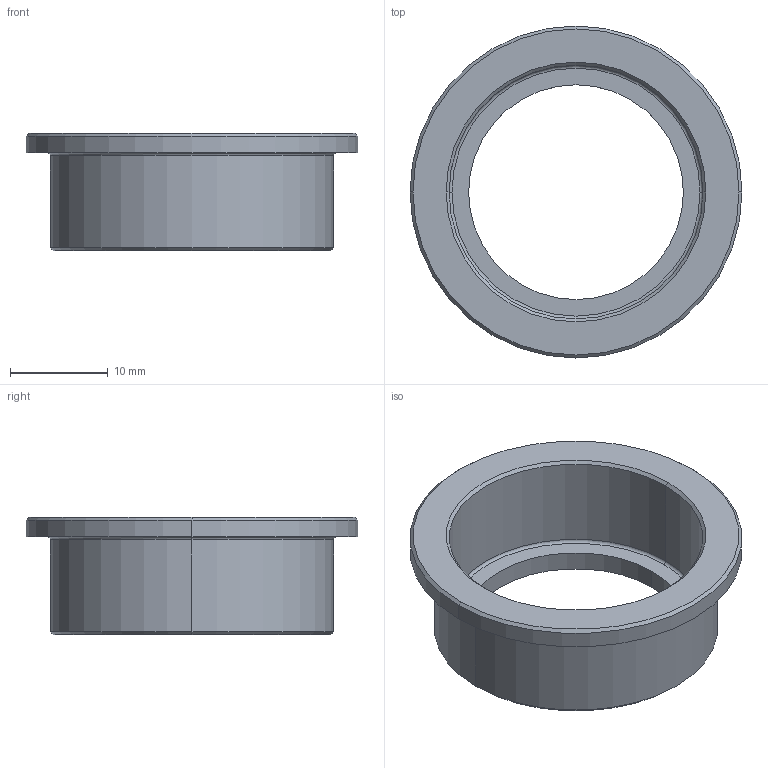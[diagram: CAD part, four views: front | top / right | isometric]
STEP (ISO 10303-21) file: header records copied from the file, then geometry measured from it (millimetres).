
FILE_DESCRIPTION (( 'STEP AP203' ), '1' );
FILE_NAME ('TA00-12-00-0017ﾊｮﾗﾖｸｩﾑ盪ﾘｽﾚｳﾄﾌﾗ.step', '2025-06-04T07:59:20', ( '' ), ( 'HP' ), 'SwSTEP 2.0', 'SolidWorks 2023', '' );
FILE_SCHEMA (( 'CONFIG_CONTROL_DESIGN' ));
Length unit declared in the file: millimetre
Products named in the file (1): TA00-12-00-0017十字俯仰轴关节衬套
Bounding box: 34 x 34 x 12 mm (x, y, z)
Volume: 2342.3 mm3; surface area: 3063.8 mm2
Topology: 1 solids, 1 shells, 22 faces, 44 edges, 26 vertices
Faces by surface type: cylinder 8, cone 6, torus 4, plane 4
Entity records: 659 total; most frequent: DIRECTION 120, CARTESIAN_POINT 93, ORIENTED_EDGE 88, AXIS2_PLACEMENT_3D 53, EDGE_CURVE 44, CIRCLE 30, EDGE_LOOP 26, VERTEX_POINT 26
